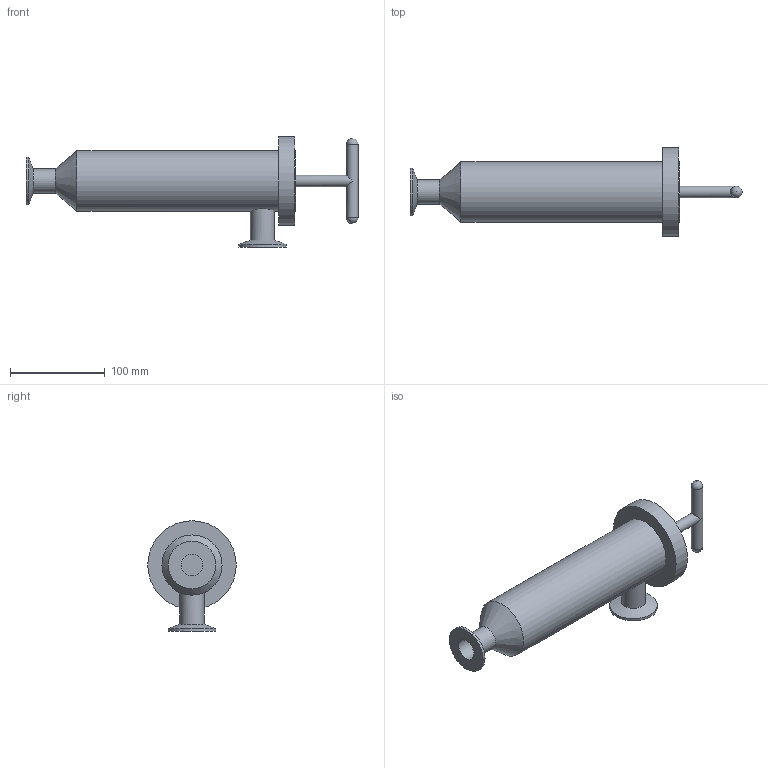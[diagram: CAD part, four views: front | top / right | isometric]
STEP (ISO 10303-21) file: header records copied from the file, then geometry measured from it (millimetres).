
FILE_DESCRIPTION(/* description */ (''),/* implementation_level */ '2;1');
FILE_NAME(/* name */ 'STE_10.stp',/* time_stamp */ '2021-08-20T14:33:55+09:00',/* author */ ('m'),/* organization */ (''),/* preprocessor_version */ 'ST-DEVELOPER v18.1',/* originating_system */ 'Autodesk Inventor 2021',/* authorisation */ '');
FILE_SCHEMA (('AUTOMOTIVE_DESIGN { 1 0 10303 214 3 1 1 }'));
Length unit declared in the file: millimetre
Products named in the file (1): STE_10
Bounding box: 351 x 93.5 x 116.75 mm (x, y, z)
Volume: 799077 mm3; surface area: 97004.7 mm2
Topology: 1 solids, 1 shells, 23 faces, 48 edges, 31 vertices
Faces by surface type: cylinder 12, plane 6, cone 3, sphere 2
Full cylindrical faces by diameter (mm): 12 x2, 23 x2, 25.4 x2, 50.5 x2, 63.5 x2, 93.5 x1
Entity records: 730 total; most frequent: CARTESIAN_POINT 186, DIRECTION 115, ORIENTED_EDGE 92, AXIS2_PLACEMENT_3D 50, EDGE_CURVE 46, VERTEX_POINT 31, EDGE_LOOP 29, FACE_OUTER_BOUND 23
